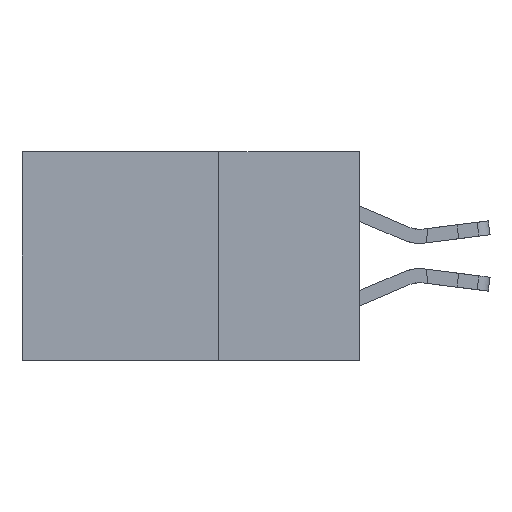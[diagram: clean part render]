
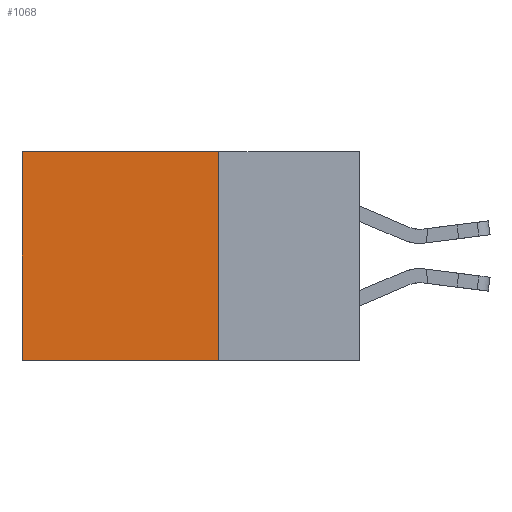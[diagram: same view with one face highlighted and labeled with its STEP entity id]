
A CAD part, left-side view. The second image highlights one B-rep face of the part: STEP entity #1068.
In plain terms, the highlighted planar face has unit normal (-1, 0, 0).
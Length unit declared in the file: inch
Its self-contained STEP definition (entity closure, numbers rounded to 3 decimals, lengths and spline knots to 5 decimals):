
#182 = CARTESIAN_POINT ( 'NONE',  ( 0.2875, 0.25, 0. ) ) ;
#447 = LINE ( 'NONE', #2222, #6872 ) ;
#582 = VECTOR ( 'NONE', #3101, 39.37008 ) ;
#971 = EDGE_CURVE ( 'NONE', #10139, #3822, #447, .T. ) ;
#1068 = ADVANCED_FACE ( 'NONE', ( #2442 ), #7787, .F. ) ;
#1090 = LINE ( 'NONE', #14752, #14633 ) ;
#1249 = CARTESIAN_POINT ( 'NONE',  ( 0.2875, 0.25, 0. ) ) ;
#1996 = EDGE_LOOP ( 'NONE', ( #15547, #15087, #12554, #15984 ) ) ;
#2222 = CARTESIAN_POINT ( 'NONE',  ( 0.2875, 0.25, 0. ) ) ;
#2442 = FACE_OUTER_BOUND ( 'NONE', #1996, .T. ) ;
#2557 = CARTESIAN_POINT ( 'NONE',  ( 0.2875, 0.6, -0.37 ) ) ;
#3064 = DIRECTION ( 'NONE',  ( 0., 1., 0. ) ) ;
#3101 = DIRECTION ( 'NONE',  ( 0., 0., -1. ) ) ;
#3820 = VERTEX_POINT ( 'NONE', #2557 ) ;
#3822 = VERTEX_POINT ( 'NONE', #3940 ) ;
#3940 = CARTESIAN_POINT ( 'NONE',  ( 0.2875, 0.6, 0. ) ) ;
#4502 = CARTESIAN_POINT ( 'NONE',  ( 0.2875, 0.6, 0. ) ) ;
#4991 = DIRECTION ( 'NONE',  ( 0., 1., 0. ) ) ;
#5990 = LINE ( 'NONE', #182, #16139 ) ;
#6872 = VECTOR ( 'NONE', #4991, 39.37008 ) ;
#7281 = CARTESIAN_POINT ( 'NONE',  ( 0.2875, 0.25, -0.37 ) ) ;
#7787 = PLANE ( 'NONE',  #8010 ) ;
#8010 = AXIS2_PLACEMENT_3D ( 'NONE', #11598, #16606, #9088 ) ;
#8321 = DIRECTION ( 'NONE',  ( 0., 0., -1. ) ) ;
#9088 = DIRECTION ( 'NONE',  ( 0., 0., -1. ) ) ;
#9280 = EDGE_CURVE ( 'NONE', #10139, #15970, #5990, .T. ) ;
#10139 = VERTEX_POINT ( 'NONE', #1249 ) ;
#11598 = CARTESIAN_POINT ( 'NONE',  ( 0.2875, 0.25, 0. ) ) ;
#12554 = ORIENTED_EDGE ( 'NONE', *, *, #9280, .F. ) ;
#14131 = EDGE_CURVE ( 'NONE', #15970, #3820, #1090, .T. ) ;
#14576 = LINE ( 'NONE', #4502, #582 ) ;
#14633 = VECTOR ( 'NONE', #3064, 39.37008 ) ;
#14752 = CARTESIAN_POINT ( 'NONE',  ( 0.2875, 0.25, -0.37 ) ) ;
#14767 = EDGE_CURVE ( 'NONE', #3822, #3820, #14576, .T. ) ;
#15087 = ORIENTED_EDGE ( 'NONE', *, *, #14131, .F. ) ;
#15547 = ORIENTED_EDGE ( 'NONE', *, *, #14767, .T. ) ;
#15970 = VERTEX_POINT ( 'NONE', #7281 ) ;
#15984 = ORIENTED_EDGE ( 'NONE', *, *, #971, .T. ) ;
#16139 = VECTOR ( 'NONE', #8321, 39.37008 ) ;
#16606 = DIRECTION ( 'NONE',  ( 1., 0., 0. ) ) ;
